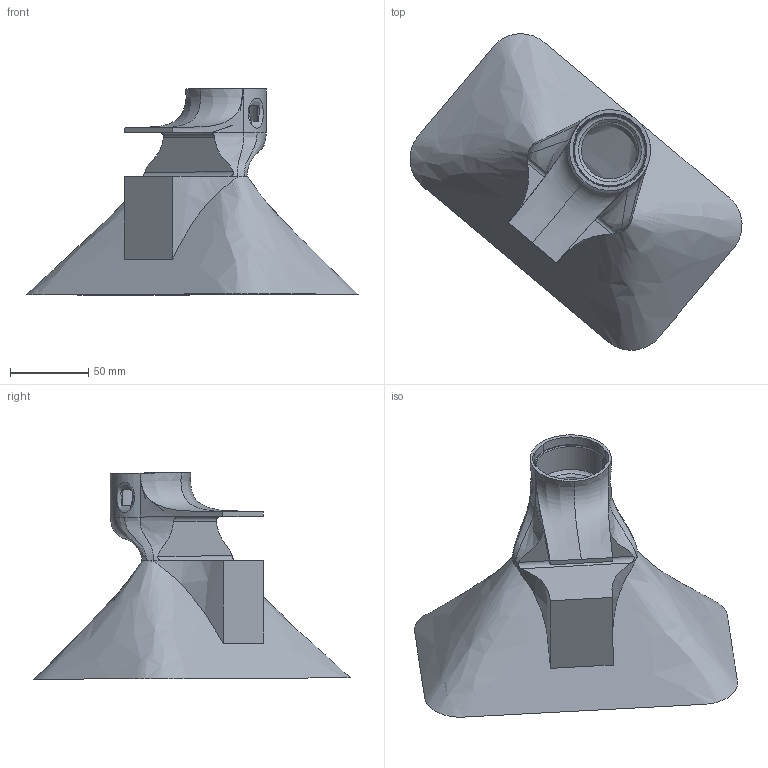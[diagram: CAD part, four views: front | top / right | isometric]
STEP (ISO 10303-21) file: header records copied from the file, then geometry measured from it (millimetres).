
FILE_DESCRIPTION(/* description */ (''),/* implementation_level */ '2;1');
FILE_NAME(/* name */ 'Tisch-Absaugschale',/* time_stamp */ '2025-01-18T16:07:54+01:00',/* author */ (''),/* organization */ (''),/* preprocessor_version */ 'ST-DEVELOPER v19.2',/* originating_system */ 'Rhino 8.14',/* authorisation */ '');
FILE_SCHEMA (('CONFIG_CONTROL_DESIGN'));
Length unit declared in the file: millimetre
Products named in the file (1): Document
Bounding box: 211.5 x 201.62 x 131.46 mm (x, y, z)
Volume: 203453.5 mm3; surface area: 100615.4 mm2
Topology: 1 solids, 1 shells, 94 faces, 244 edges, 150 vertices
Faces by surface type: bspline 54, plane 31, cylinder 9
Entity records: 24247 total; most frequent: CARTESIAN_POINT 22644, ORIENTED_EDGE 488, EDGE_CURVE 244, B_SPLINE_CURVE_WITH_KNOTS 173, VERTEX_POINT 150, EDGE_LOOP 98, ADVANCED_FACE 94, FACE_OUTER_BOUND 94
